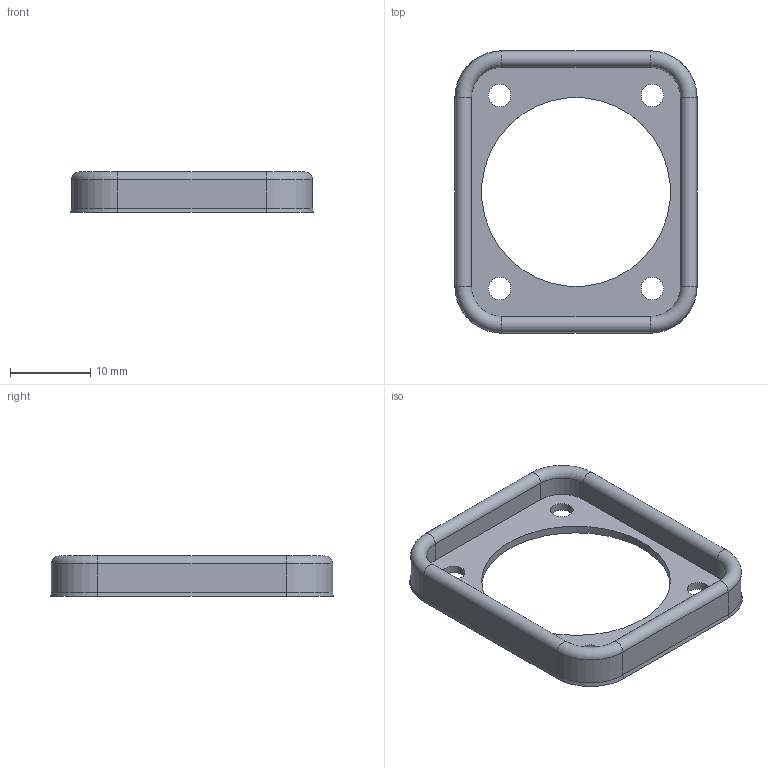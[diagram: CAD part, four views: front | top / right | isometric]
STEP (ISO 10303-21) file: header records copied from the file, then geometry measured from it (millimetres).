
FILE_DESCRIPTION((''),'2;1');
FILE_NAME('30009502','2022-06-01T14:10:43',('SYSTEM'),(''),'CREO PARAMETRIC BY PTC INC, 2021184','CREO PARAMETRIC BY PTC INC, 2021184','');
FILE_SCHEMA(('CONFIG_CONTROL_DESIGN'));
Length unit declared in the file: millimetre
Products named in the file (1): 30009502
Bounding box: 30.14 x 35.15 x 5 mm (x, y, z)
Volume: 1346.1 mm3; surface area: 2148.7 mm2
Topology: 1 solids, 1 shells, 55 faces, 132 edges, 80 vertices
Faces by surface type: cylinder 22, plane 21, cone 8, torus 4
Entity records: 1648 total; most frequent: DIRECTION 298, CARTESIAN_POINT 267, ORIENTED_EDGE 264, EDGE_CURVE 132, AXIS2_PLACEMENT_3D 111, VERTEX_POINT 80, VECTOR 76, LINE 76
